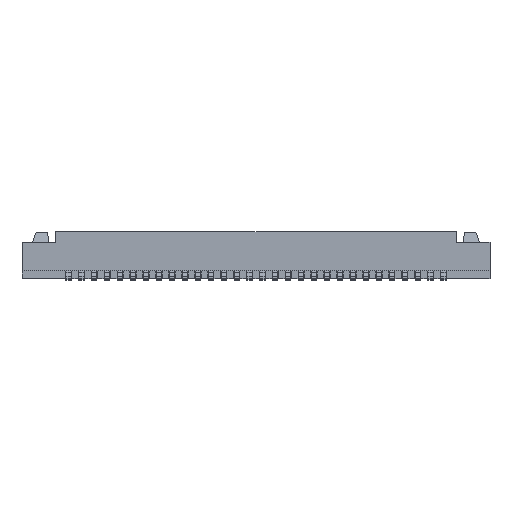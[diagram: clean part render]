
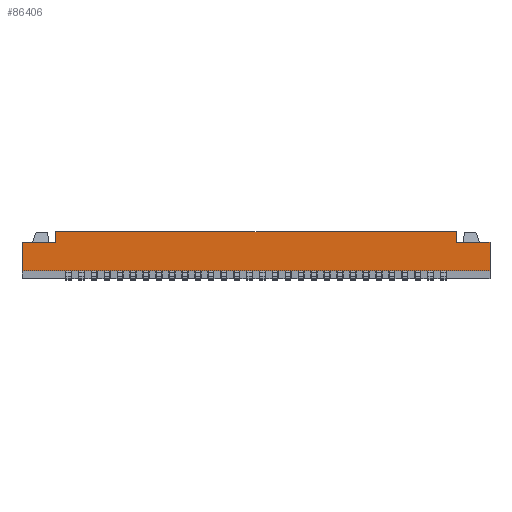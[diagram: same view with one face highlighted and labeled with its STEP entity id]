
A CAD part, top view. The second image highlights one B-rep face of the part: STEP entity #86406.
In plain terms, the highlighted planar face has unit normal (0, 0, 1).
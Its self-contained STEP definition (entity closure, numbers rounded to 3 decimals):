
#16789=DIRECTION('',(0.,1.,0.));
#16790=VECTOR('',#16789,1.1);
#16791=CARTESIAN_POINT('',(-9.05,0.3,2.4));
#16792=LINE('',#16791,#16790);
#32397=DIRECTION('',(0.,-1.,0.));
#32398=VECTOR('',#32397,0.4);
#32399=CARTESIAN_POINT('',(7.75,1.8,2.4));
#32400=LINE('',#32399,#32398);
#32405=DIRECTION('',(-1.,0.,0.));
#32406=VECTOR('',#32405,15.5);
#32407=CARTESIAN_POINT('',(7.75,1.8,2.4));
#32408=LINE('',#32407,#32406);
#32409=DIRECTION('',(-1.,0.,0.));
#32410=VECTOR('',#32409,1.3);
#32411=CARTESIAN_POINT('',(9.05,1.4,2.4));
#32412=LINE('',#32411,#32410);
#32413=DIRECTION('',(1.,0.,0.));
#32414=VECTOR('',#32413,18.1);
#32415=CARTESIAN_POINT('',(-9.05,0.3,2.4));
#32416=LINE('',#32415,#32414);
#32417=DIRECTION('',(-1.,0.,0.));
#32418=VECTOR('',#32417,1.3);
#32419=CARTESIAN_POINT('',(-7.75,1.4,2.4));
#32420=LINE('',#32419,#32418);
#32421=DIRECTION('',(0.,-1.,0.));
#32422=VECTOR('',#32421,0.4);
#32423=CARTESIAN_POINT('',(-7.75,1.8,2.4));
#32424=LINE('',#32423,#32422);
#32429=DIRECTION('',(0.,1.,0.));
#32430=VECTOR('',#32429,1.1);
#32431=CARTESIAN_POINT('',(9.05,0.3,2.4));
#32432=LINE('',#32431,#32430);
#41273=CARTESIAN_POINT('',(9.05,0.3,2.4));
#41274=VERTEX_POINT('',#41273);
#41275=CARTESIAN_POINT('',(-9.05,0.3,2.4));
#41276=VERTEX_POINT('',#41275);
#42267=CARTESIAN_POINT('',(7.75,1.8,2.4));
#42268=VERTEX_POINT('',#42267);
#42269=CARTESIAN_POINT('',(-7.75,1.8,2.4));
#42270=VERTEX_POINT('',#42269);
#42785=CARTESIAN_POINT('',(9.05,1.4,2.4));
#42786=VERTEX_POINT('',#42785);
#42787=CARTESIAN_POINT('',(7.75,1.4,2.4));
#42788=VERTEX_POINT('',#42787);
#43053=CARTESIAN_POINT('',(-7.75,1.4,2.4));
#43054=VERTEX_POINT('',#43053);
#43999=CARTESIAN_POINT('',(-9.05,1.4,2.4));
#44000=VERTEX_POINT('',#43999);
#86389=CARTESIAN_POINT('',(0.,1.05,2.4));
#86390=DIRECTION('',(0.,0.,1.));
#86391=DIRECTION('',(1.,0.,0.));
#86392=AXIS2_PLACEMENT_3D('',#86389,#86390,#86391);
#86393=PLANE('',#86392);
#86394=ORIENTED_EDGE('',*,*,#86028,.F.);
#86395=ORIENTED_EDGE('',*,*,#86383,.T.);
#86396=ORIENTED_EDGE('',*,*,#47394,.F.);
#86398=ORIENTED_EDGE('',*,*,#86397,.F.);
#86399=ORIENTED_EDGE('',*,*,#48118,.F.);
#86400=ORIENTED_EDGE('',*,*,#66768,.T.);
#86401=ORIENTED_EDGE('',*,*,#66806,.F.);
#86403=ORIENTED_EDGE('',*,*,#86402,.F.);
#86404=EDGE_LOOP('',(#86394,#86395,#86396,#86398,#86399,#86400,#86401,#86403));
#86405=FACE_OUTER_BOUND('',#86404,.F.);
#86406=ADVANCED_FACE('',(#86405),#86393,.T.);
#47394=EDGE_CURVE('',#42786,#42788,#32412,.T.);
#48118=EDGE_CURVE('',#41276,#41274,#32416,.T.);
#66768=EDGE_CURVE('',#41276,#44000,#16792,.T.);
#66806=EDGE_CURVE('',#43054,#44000,#32420,.T.);
#86028=EDGE_CURVE('',#42268,#42270,#32408,.T.);
#86383=EDGE_CURVE('',#42268,#42788,#32400,.T.);
#86397=EDGE_CURVE('',#41274,#42786,#32432,.T.);
#86402=EDGE_CURVE('',#42270,#43054,#32424,.T.);
